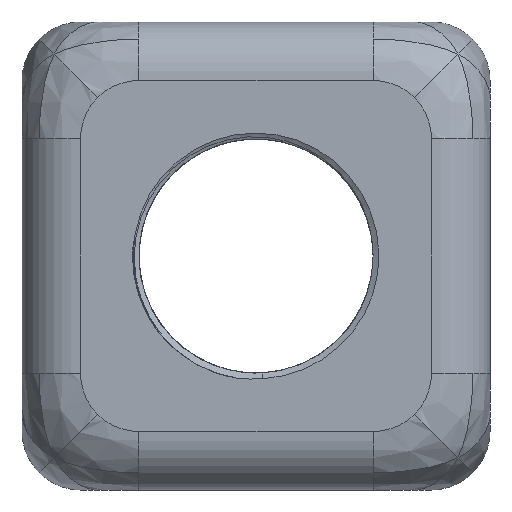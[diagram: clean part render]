
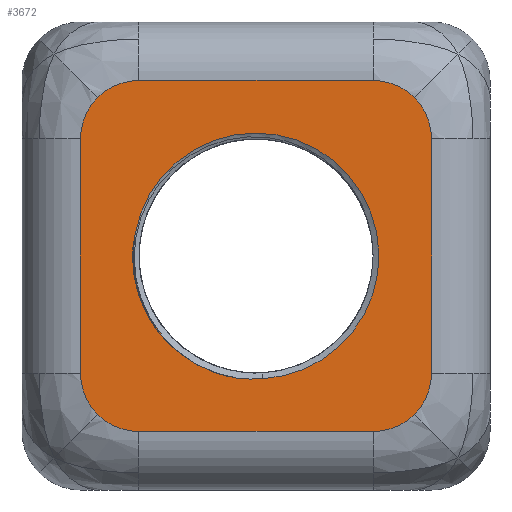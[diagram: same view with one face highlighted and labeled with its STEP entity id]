
A CAD part, left-side view. The second image highlights one B-rep face of the part: STEP entity #3672.
In plain terms, the highlighted planar face has unit normal (-1, 0, 0).
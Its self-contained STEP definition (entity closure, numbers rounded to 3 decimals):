
#24=PLANE('',#3966);
#36=FACE_BOUND('',#792,.T.);
#145=LINE('',#20170,#271);
#146=LINE('',#20171,#272);
#147=LINE('',#20172,#273);
#148=LINE('',#20173,#274);
#271=VECTOR('',#4596,10.);
#272=VECTOR('',#4597,10.);
#273=VECTOR('',#4598,10.);
#274=VECTOR('',#4599,10.);
#583=FACE_OUTER_BOUND('',#791,.T.);
#791=EDGE_LOOP('',(#3123,#3124,#3125,#3126,#3127,#3128,#3129,#3130,#3131,
#3132,#3133,#3134));
#792=EDGE_LOOP('',(#3135,#3136,#3137,#3138));
#864=CIRCLE('',#3753,9.998);
#867=CIRCLE('',#3756,9.998);
#884=CIRCLE('',#3773,9.998);
#887=CIRCLE('',#3776,9.998);
#900=CIRCLE('',#3789,9.998);
#903=CIRCLE('',#3792,9.998);
#910=CIRCLE('',#3799,9.998);
#913=CIRCLE('',#3802,9.998);
#933=CIRCLE('',#3866,21.128);
#963=CIRCLE('',#3965,21.011);
#1262=B_SPLINE_CURVE_WITH_KNOTS('',3,(#17031,#17032,#17033,#17034,#17035,
#17036,#17037,#17038,#17039,#17040,#17041,#17042,#17043),.UNSPECIFIED.,
 .F.,.F.,(4,3,3,3,4),(3.73,3.86,3.99,
4.121,4.178),.UNSPECIFIED.);
#1291=B_SPLINE_CURVE_WITH_KNOTS('',3,(#20174,#20175,#20176,#20177,#20178,
#20179,#20180,#20181,#20182,#20183,#20184,#20185,#20186),.UNSPECIFIED.,
 .F.,.F.,(4,3,3,3,4),(0.,0.129,0.259,0.39,
0.449),.UNSPECIFIED.);
#1332=VERTEX_POINT('',#5515);
#1333=VERTEX_POINT('',#5523);
#1335=VERTEX_POINT('',#5583);
#1356=VERTEX_POINT('',#6133);
#1357=VERTEX_POINT('',#6141);
#1359=VERTEX_POINT('',#6201);
#1376=VERTEX_POINT('',#6631);
#1377=VERTEX_POINT('',#6639);
#1379=VERTEX_POINT('',#6699);
#1388=VERTEX_POINT('',#6940);
#1389=VERTEX_POINT('',#6948);
#1391=VERTEX_POINT('',#7008);
#1503=VERTEX_POINT('',#9679);
#1504=VERTEX_POINT('',#9692);
#1669=VERTEX_POINT('',#17030);
#1675=VERTEX_POINT('',#19926);
#1726=EDGE_CURVE('',#1332,#1333,#864,.T.);
#1730=EDGE_CURVE('',#1335,#1332,#867,.T.);
#1758=EDGE_CURVE('',#1356,#1357,#884,.T.);
#1762=EDGE_CURVE('',#1359,#1356,#887,.T.);
#1784=EDGE_CURVE('',#1376,#1377,#900,.T.);
#1788=EDGE_CURVE('',#1379,#1376,#903,.T.);
#1800=EDGE_CURVE('',#1388,#1389,#910,.T.);
#1804=EDGE_CURVE('',#1391,#1388,#913,.T.);
#1952=EDGE_CURVE('',#1504,#1503,#933,.T.);
#2188=EDGE_CURVE('',#1669,#1504,#1262,.T.);
#2219=EDGE_CURVE('',#1669,#1675,#963,.T.);
#2221=EDGE_CURVE('',#1357,#1335,#145,.T.);
#2222=EDGE_CURVE('',#1389,#1359,#146,.T.);
#2223=EDGE_CURVE('',#1377,#1391,#147,.T.);
#2224=EDGE_CURVE('',#1333,#1379,#148,.T.);
#2225=EDGE_CURVE('',#1503,#1675,#1291,.T.);
#3123=ORIENTED_EDGE('',*,*,#1730,.F.);
#3124=ORIENTED_EDGE('',*,*,#2221,.F.);
#3125=ORIENTED_EDGE('',*,*,#1758,.F.);
#3126=ORIENTED_EDGE('',*,*,#1762,.F.);
#3127=ORIENTED_EDGE('',*,*,#2222,.F.);
#3128=ORIENTED_EDGE('',*,*,#1800,.F.);
#3129=ORIENTED_EDGE('',*,*,#1804,.F.);
#3130=ORIENTED_EDGE('',*,*,#2223,.F.);
#3131=ORIENTED_EDGE('',*,*,#1784,.F.);
#3132=ORIENTED_EDGE('',*,*,#1788,.F.);
#3133=ORIENTED_EDGE('',*,*,#2224,.F.);
#3134=ORIENTED_EDGE('',*,*,#1726,.F.);
#3135=ORIENTED_EDGE('',*,*,#2219,.F.);
#3136=ORIENTED_EDGE('',*,*,#2188,.T.);
#3137=ORIENTED_EDGE('',*,*,#1952,.T.);
#3138=ORIENTED_EDGE('',*,*,#2225,.T.);
#3672=ADVANCED_FACE('',(#583,#36),#24,.F.);
#3753=AXIS2_PLACEMENT_3D('',#5524,#4066,#4067);
#3756=AXIS2_PLACEMENT_3D('',#5585,#4072,#4073);
#3773=AXIS2_PLACEMENT_3D('',#6142,#4106,#4107);
#3776=AXIS2_PLACEMENT_3D('',#6203,#4112,#4113);
#3789=AXIS2_PLACEMENT_3D('',#6640,#4138,#4139);
#3792=AXIS2_PLACEMENT_3D('',#6701,#4144,#4145);
#3799=AXIS2_PLACEMENT_3D('',#6949,#4158,#4159);
#3802=AXIS2_PLACEMENT_3D('',#7010,#4164,#4165);
#3866=AXIS2_PLACEMENT_3D('',#9693,#4336,#4337);
#3965=AXIS2_PLACEMENT_3D('',#19927,#4592,#4593);
#3966=AXIS2_PLACEMENT_3D('',#20169,#4594,#4595);
#4066=DIRECTION('center_axis',(1.,0.,0.));
#4067=DIRECTION('ref_axis',(0.,0.707,-0.707));
#4072=DIRECTION('center_axis',(1.,0.,0.));
#4073=DIRECTION('ref_axis',(0.,0.707,-0.707));
#4106=DIRECTION('center_axis',(1.,0.,0.));
#4107=DIRECTION('ref_axis',(0.,-0.707,-0.707));
#4112=DIRECTION('center_axis',(1.,0.,0.));
#4113=DIRECTION('ref_axis',(0.,-0.707,-0.707));
#4138=DIRECTION('center_axis',(1.,0.,0.));
#4139=DIRECTION('ref_axis',(0.,0.707,0.707));
#4144=DIRECTION('center_axis',(1.,0.,0.));
#4145=DIRECTION('ref_axis',(0.,0.707,0.707));
#4158=DIRECTION('center_axis',(1.,0.,0.));
#4159=DIRECTION('ref_axis',(0.,-0.707,0.707));
#4164=DIRECTION('center_axis',(1.,0.,0.));
#4165=DIRECTION('ref_axis',(0.,-0.707,0.707));
#4336=DIRECTION('center_axis',(1.,0.,0.));
#4337=DIRECTION('ref_axis',(0.,1.,0.));
#4592=DIRECTION('center_axis',(-1.,0.,0.));
#4593=DIRECTION('ref_axis',(0.,-1.,0.));
#4594=DIRECTION('center_axis',(1.,0.,0.));
#4595=DIRECTION('ref_axis',(0.,-1.,0.));
#4596=DIRECTION('',(0.,1.,0.));
#4597=DIRECTION('',(0.,0.,-1.));
#4598=DIRECTION('',(0.,-1.,0.));
#4599=DIRECTION('',(0.,0.,1.));
#5515=CARTESIAN_POINT('',(-40.,27.072,-27.072));
#5523=CARTESIAN_POINT('',(-40.,30.,-20.002));
#5524=CARTESIAN_POINT('Origin',(-40.,20.002,-20.002));
#5583=CARTESIAN_POINT('',(-40.,20.002,-30.));
#5585=CARTESIAN_POINT('Origin',(-40.,20.002,-20.002));
#6133=CARTESIAN_POINT('',(-40.,-27.072,-27.072));
#6141=CARTESIAN_POINT('',(-40.,-20.002,-30.));
#6142=CARTESIAN_POINT('Origin',(-40.,-20.002,-20.002));
#6201=CARTESIAN_POINT('',(-40.,-30.,-20.002));
#6203=CARTESIAN_POINT('Origin',(-40.,-20.002,-20.002));
#6631=CARTESIAN_POINT('',(-40.,27.072,27.072));
#6639=CARTESIAN_POINT('',(-40.,20.002,30.));
#6640=CARTESIAN_POINT('Origin',(-40.,20.002,20.002));
#6699=CARTESIAN_POINT('',(-40.,30.,20.002));
#6701=CARTESIAN_POINT('Origin',(-40.,20.002,20.002));
#6940=CARTESIAN_POINT('',(-40.,-27.072,27.072));
#6948=CARTESIAN_POINT('',(-40.,-30.,20.002));
#6949=CARTESIAN_POINT('Origin',(-40.,-20.002,20.002));
#7008=CARTESIAN_POINT('',(-40.,-20.002,30.));
#7010=CARTESIAN_POINT('Origin',(-40.,-20.002,20.002));
#9679=CARTESIAN_POINT('',(-40.,13.338,-16.386));
#9692=CARTESIAN_POINT('',(-40.,3.363,-20.856));
#9693=CARTESIAN_POINT('Origin',(-40.,0.,0.));
#17030=CARTESIAN_POINT('',(-40.,-1.1,-20.982));
#17031=CARTESIAN_POINT('Ctrl Pts',(-40.,-1.1,-20.982));
#17032=CARTESIAN_POINT('Ctrl Pts',(-40.,-0.67,-21.016));
#17033=CARTESIAN_POINT('Ctrl Pts',(-40.,-0.238,-21.037));
#17034=CARTESIAN_POINT('Ctrl Pts',(-40.,0.193,-21.044));
#17035=CARTESIAN_POINT('Ctrl Pts',(-40.,0.627,-21.051));
#17036=CARTESIAN_POINT('Ctrl Pts',(-40.,1.061,-21.044));
#17037=CARTESIAN_POINT('Ctrl Pts',(-40.,1.495,-21.024));
#17038=CARTESIAN_POINT('Ctrl Pts',(-40.,1.931,-21.005));
#17039=CARTESIAN_POINT('Ctrl Pts',(-40.,2.366,-20.971));
#17040=CARTESIAN_POINT('Ctrl Pts',(-40.,2.8,-20.924));
#17041=CARTESIAN_POINT('Ctrl Pts',(-40.,2.988,-20.904));
#17042=CARTESIAN_POINT('Ctrl Pts',(-40.,3.175,-20.881));
#17043=CARTESIAN_POINT('Ctrl Pts',(-40.,3.363,-20.856));
#19926=CARTESIAN_POINT('',(-40.,16.399,-13.136));
#19927=CARTESIAN_POINT('Origin',(-40.,0.,0.));
#20169=CARTESIAN_POINT('Origin',(-40.,0.,0.));
#20170=CARTESIAN_POINT('',(-40.,0.,-30.));
#20171=CARTESIAN_POINT('',(-40.,-30.,0.));
#20172=CARTESIAN_POINT('',(-40.,0.,30.));
#20173=CARTESIAN_POINT('',(-40.,30.,0.));
#20174=CARTESIAN_POINT('Ctrl Pts',(-40.,13.338,-16.386));
#20175=CARTESIAN_POINT('Ctrl Pts',(-40.,13.664,-16.106));
#20176=CARTESIAN_POINT('Ctrl Pts',(-40.,13.981,-15.816));
#20177=CARTESIAN_POINT('Ctrl Pts',(-40.,14.289,-15.518));
#20178=CARTESIAN_POINT('Ctrl Pts',(-40.,14.599,-15.216));
#20179=CARTESIAN_POINT('Ctrl Pts',(-40.,14.9,-14.905));
#20180=CARTESIAN_POINT('Ctrl Pts',(-40.,15.19,-14.586));
#20181=CARTESIAN_POINT('Ctrl Pts',(-40.,15.483,-14.264));
#20182=CARTESIAN_POINT('Ctrl Pts',(-40.,15.765,-13.933));
#20183=CARTESIAN_POINT('Ctrl Pts',(-40.,16.038,-13.594));
#20184=CARTESIAN_POINT('Ctrl Pts',(-40.,16.16,-13.443));
#20185=CARTESIAN_POINT('Ctrl Pts',(-40.,16.279,-13.289));
#20186=CARTESIAN_POINT('Ctrl Pts',(-40.,16.397,-13.134));
